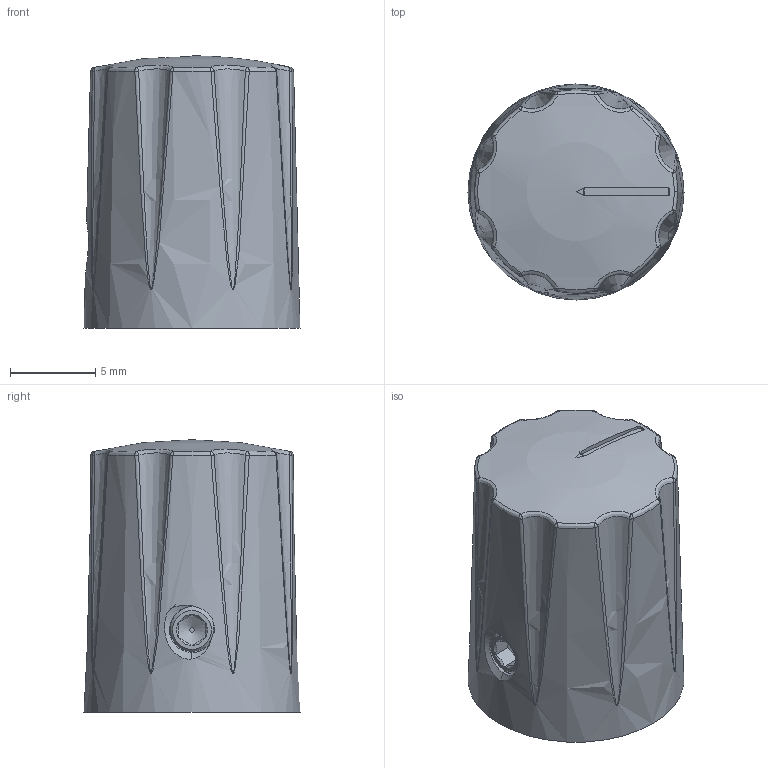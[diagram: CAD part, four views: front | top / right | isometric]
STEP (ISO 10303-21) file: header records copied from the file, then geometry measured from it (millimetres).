
FILE_DESCRIPTION(('FreeCAD Model'),'2;1');
FILE_NAME('Open CASCADE Shape Model','2024-05-07T12:22:38',( 'kicad StepUp'),('ksu MCAD'),'Open CASCADE STEP processor 7.6', 'FreeCAD','Unknown');
FILE_SCHEMA(('AUTOMOTIVE_DESIGN { 1 0 10303 214 1 1 1 1 }'));
Length unit declared in the file: millimetre
Products named in the file (1): Compound
Bounding box: 12.7 x 12.7 x 16 mm (x, y, z)
Volume: 1417.3 mm3; surface area: 1192.1 mm2
Topology: 4 solids, 4 shells, 129 faces, 300 edges, 176 vertices
Faces by surface type: bspline 74, plane 21, cylinder 18, cone 15, sphere 1
Full cylindrical faces by diameter (mm): 3.505 x4, 6.35 x1
Entity records: 15942 total; most frequent: CARTESIAN_POINT 12772, ORIENTED_EDGE 590, EDGE_CURVE 295, DIRECTION 242, B_SPLINE_CURVE_WITH_KNOTS 184, VERTEX_POINT 176, FACE_BOUND 134, EDGE_LOOP 134
